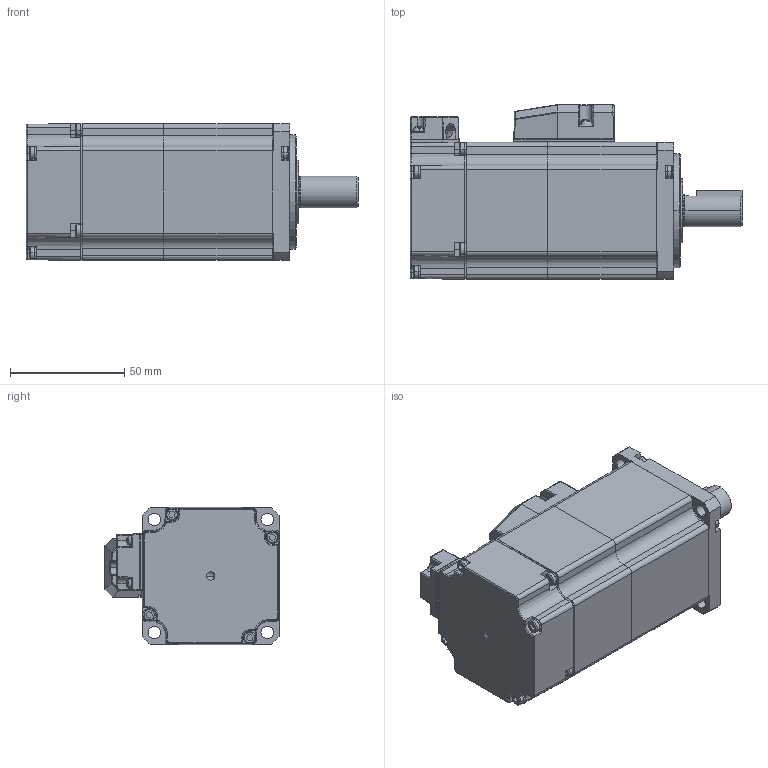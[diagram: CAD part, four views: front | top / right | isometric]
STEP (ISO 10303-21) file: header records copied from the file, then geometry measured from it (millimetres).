
FILE_DESCRIPTION (( 'STEP AP203' ), '1' );
FILE_NAME ('EM1-200W-B-K-O.STEP', '2019-12-05T05:39:28', ( '' ), ( '' ), 'SwSTEP 2.0', 'SolidWorks 2015', '' );
FILE_SCHEMA (( 'CONFIG_CONTROL_DESIGN' ));
Length unit declared in the file: millimetre
Products named in the file (1): EM1-200W-B-K-O
Bounding box: 145.5 x 76.55 x 60.1 mm (x, y, z)
Surface area: 50435.7 mm2 (no closed solid volume)
Topology: 0 solids, 37 shells, 699 faces, 2309 edges, 1596 vertices
Faces by surface type: plane 321, cylinder 217, cone 67, torus 50, sphere 39, bspline 5
Entity records: 26836 total; most frequent: CARTESIAN_POINT 6706, DIRECTION 4375, ORIENTED_EDGE 3784, EDGE_CURVE 2269, VERTEX_POINT 1584, AXIS2_PLACEMENT_3D 1567, VECTOR 1241, LINE 1241
